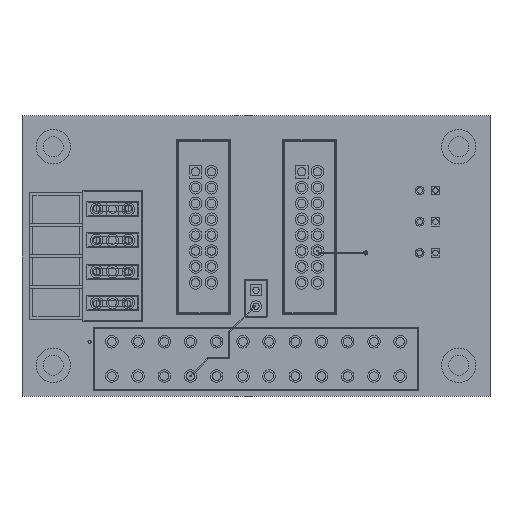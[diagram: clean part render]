
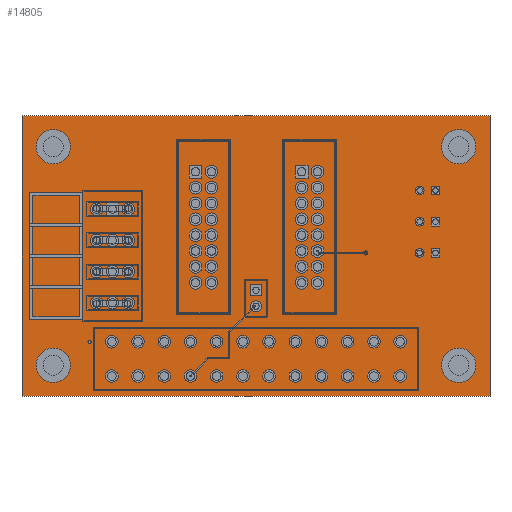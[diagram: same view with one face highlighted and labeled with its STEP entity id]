
A CAD part, top view. The second image highlights one B-rep face of the part: STEP entity #14805.
In plain terms, the highlighted planar face has unit normal (0, 0, 1).
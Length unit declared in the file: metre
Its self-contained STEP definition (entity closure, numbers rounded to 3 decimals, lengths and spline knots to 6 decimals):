
#12979 = EDGE_CURVE( '', #23033, #20971, #23034, .T. );
#13873 = EDGE_CURVE( '', #20971, #22750, #24441, .T. );
#14805 = ADVANCED_FACE( '', ( #25851 ), #25852, .F. );
#15775 = EDGE_CURVE( '', #27271, #23033, #27272, .T. );
#18301 = EDGE_CURVE( '', #22750, #27271, #30817, .T. );
#20971 = VERTEX_POINT( '', #31518 );
#22750 = VERTEX_POINT( '', #33767 );
#23033 = VERTEX_POINT( '', #34135 );
#23034 = LINE( '', #34136, #34137 );
#24441 = LINE( '', #35919, #35920 );
#25851 = FACE_OUTER_BOUND( '', #37793, .T. );
#25852 = PLANE( '', #37794 );
#27271 = VERTEX_POINT( '', #39623 );
#27272 = LINE( '', #39624, #39625 );
#30817 = LINE( '', #44306, #44307 );
#31518 = CARTESIAN_POINT( '', ( 0., 0., -0.000035 ) );
#33767 = CARTESIAN_POINT( '', ( 0.075, 0., -0.000035 ) );
#34135 = CARTESIAN_POINT( '', ( 0., 0.045, -0.000035 ) );
#34136 = CARTESIAN_POINT( '', ( 0., 0.045, -0.000035 ) );
#34137 = VECTOR( '', #47581, 1. );
#35919 = CARTESIAN_POINT( '', ( 0., 0., -0.000035 ) );
#35920 = VECTOR( '', #49339, 1. );
#37793 = EDGE_LOOP( '', ( #51020, #51021, #51022, #51023 ) );
#37794 = AXIS2_PLACEMENT_3D( '', #51024, #51025, #51026 );
#39623 = CARTESIAN_POINT( '', ( 0.075, 0.045, -0.000035 ) );
#39624 = CARTESIAN_POINT( '', ( 0.075, 0.045, -0.000035 ) );
#39625 = VECTOR( '', #52984, 1. );
#44306 = CARTESIAN_POINT( '', ( 0.075, 0., -0.000035 ) );
#44307 = VECTOR( '', #57776, 1. );
#47581 = DIRECTION( '', ( 0., -1., 0. ) );
#49339 = DIRECTION( '', ( 1., 0., 0. ) );
#51020 = ORIENTED_EDGE( '', *, *, #13873, .T. );
#51021 = ORIENTED_EDGE( '', *, *, #18301, .T. );
#51022 = ORIENTED_EDGE( '', *, *, #15775, .T. );
#51023 = ORIENTED_EDGE( '', *, *, #12979, .T. );
#51024 = CARTESIAN_POINT( '', ( 0., 0., -0.000035 ) );
#51025 = DIRECTION( '', ( 0., 0., -1. ) );
#51026 = DIRECTION( '', ( 0., -1., 0. ) );
#52984 = DIRECTION( '', ( -1., 0., 0. ) );
#57776 = DIRECTION( '', ( 0., 1., 0. ) );
